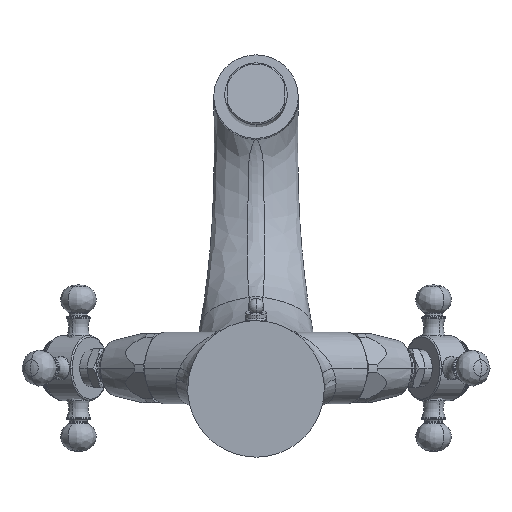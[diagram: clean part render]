
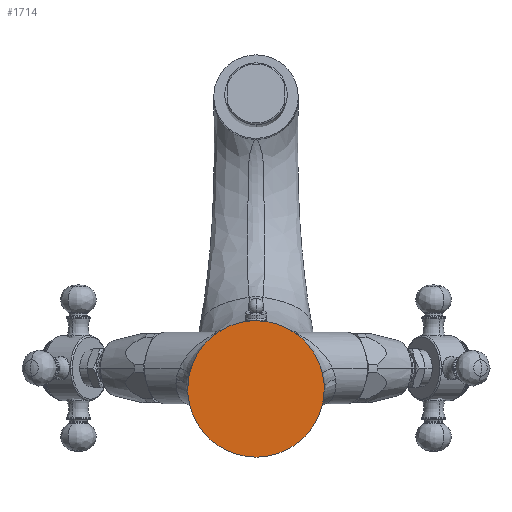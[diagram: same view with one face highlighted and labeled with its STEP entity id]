
A CAD part, front view. The second image highlights one B-rep face of the part: STEP entity #1714.
In plain terms, the highlighted planar face has unit normal (0, -1, 0).
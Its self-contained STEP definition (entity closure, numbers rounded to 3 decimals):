
#86=CARTESIAN_POINT('',(0.,0.,26.25));
#87=CARTESIAN_POINT('',(3.436,0.,26.25));
#88=CARTESIAN_POINT('',(10.307,0.,24.883));
#89=CARTESIAN_POINT('',(19.045,0.,19.045));
#90=CARTESIAN_POINT('',(24.883,0.,10.307));
#91=CARTESIAN_POINT('',(26.25,0.,3.436));
#92=CARTESIAN_POINT('',(26.25,0.,0.));
#293=CARTESIAN_POINT('',(-26.25,0.,0.));
#294=CARTESIAN_POINT('',(-26.25,0.,3.436));
#295=CARTESIAN_POINT('',(-24.883,0.,10.307));
#296=CARTESIAN_POINT('',(-19.045,0.,19.045));
#297=CARTESIAN_POINT('',(-10.307,0.,24.883));
#298=CARTESIAN_POINT('',(-3.436,0.,26.25));
#299=CARTESIAN_POINT('',(0.,0.,26.25));
#443=CARTESIAN_POINT('',(0.,0.,-26.25));
#478=CARTESIAN_POINT('',(26.25,0.,0.));
#479=CARTESIAN_POINT('',(26.25,0.,-3.436));
#480=CARTESIAN_POINT('',(24.883,0.,-10.307));
#481=CARTESIAN_POINT('',(19.045,0.,-19.045));
#482=CARTESIAN_POINT('',(10.307,0.,-24.883));
#483=CARTESIAN_POINT('',(3.436,0.,-26.25));
#484=CARTESIAN_POINT('',(0.,0.,-26.25));
#854=CARTESIAN_POINT('',(0.,0.,-26.25));
#855=CARTESIAN_POINT('',(-3.436,0.,-26.25));
#856=CARTESIAN_POINT('',(-10.307,0.,-24.883));
#857=CARTESIAN_POINT('',(-19.045,0.,-19.045));
#858=CARTESIAN_POINT('',(-24.883,0.,-10.307));
#859=CARTESIAN_POINT('',(-26.25,0.,-3.436));
#860=CARTESIAN_POINT('',(-26.25,0.,0.));
#1328=VERTEX_POINT('',#443);
#1334=VERTEX_POINT('',#86);
#1335=VERTEX_POINT('',#92);
#1336=VERTEX_POINT('',#293);
#1701=CARTESIAN_POINT('',(0.,0.,0.));
#1702=DIRECTION('',(0.,1.,0.));
#1703=DIRECTION('',(1.,0.,0.));
#1704=AXIS2_PLACEMENT_3D('',#1701,#1702,#1703);
#1705=PLANE('',#1704);
#1706=ORIENTED_EDGE('',*,*,#1406,.T.);
#1708=ORIENTED_EDGE('',*,*,#1707,.T.);
#1710=ORIENTED_EDGE('',*,*,#1709,.T.);
#1711=ORIENTED_EDGE('',*,*,#1637,.T.);
#1712=EDGE_LOOP('',(#1706,#1708,#1710,#1711));
#1713=FACE_OUTER_BOUND('',#1712,.F.);
#1714=ADVANCED_FACE('',(#1713),#1705,.F.);
#93=B_SPLINE_CURVE_WITH_KNOTS('',3,(#86,#87,#88,#89,#90,#91,#92),.UNSPECIFIED.,
.F.,.F.,(4,1,1,1,4),(0.,0.25,0.5,0.75,1.),.UNSPECIFIED.);
#300=B_SPLINE_CURVE_WITH_KNOTS('',3,(#293,#294,#295,#296,#297,#298,#299),
.UNSPECIFIED.,.F.,.F.,(4,1,1,1,4),(0.,0.25,0.5,0.75,1.),
.UNSPECIFIED.);
#485=B_SPLINE_CURVE_WITH_KNOTS('',3,(#478,#479,#480,#481,#482,#483,#484),
.UNSPECIFIED.,.F.,.F.,(4,1,1,1,4),(0.,0.25,0.5,0.75,1.),
.UNSPECIFIED.);
#861=B_SPLINE_CURVE_WITH_KNOTS('',3,(#854,#855,#856,#857,#858,#859,#860),
.UNSPECIFIED.,.F.,.F.,(4,1,1,1,4),(0.,0.25,0.5,0.75,1.),
.UNSPECIFIED.);
#1406=EDGE_CURVE('',#1334,#1335,#93,.T.);
#1637=EDGE_CURVE('',#1336,#1334,#300,.T.);
#1707=EDGE_CURVE('',#1335,#1328,#485,.T.);
#1709=EDGE_CURVE('',#1328,#1336,#861,.T.);
